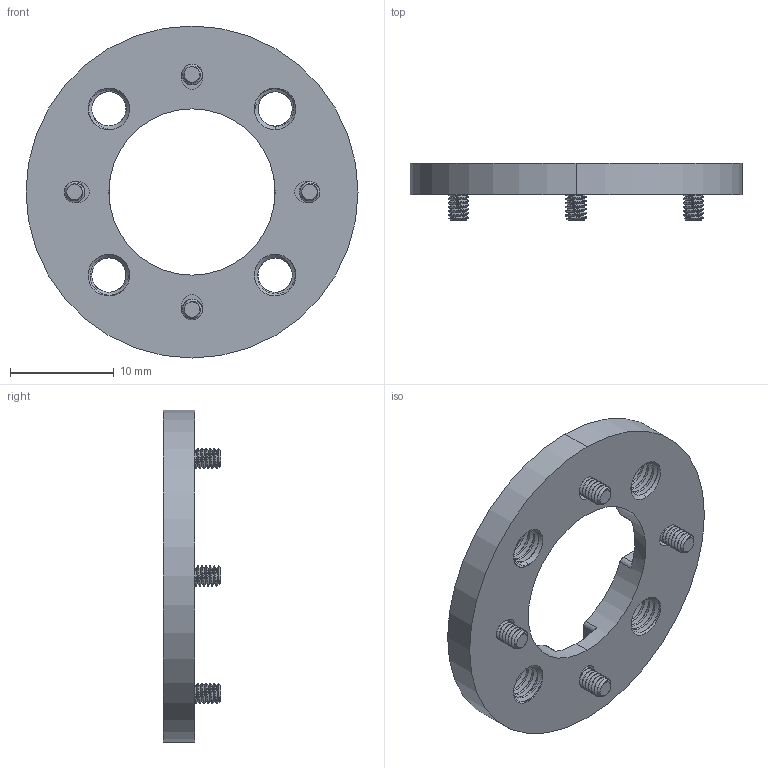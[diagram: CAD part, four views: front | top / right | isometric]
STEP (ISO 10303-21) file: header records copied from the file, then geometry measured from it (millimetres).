
FILE_DESCRIPTION (( 'STEP AP203' ), '1' );
FILE_NAME ('1700-0016-0008 assembly.STEP', '2018-02-02T16:51:08', ( '' ), ( '' ), 'SwSTEP 2.0', 'SolidWorks 2016', '' );
FILE_SCHEMA (( 'CONFIG_CONTROL_DESIGN' ));
Length unit declared in the file: millimetre
Products named in the file (3): 1700-0016-0008; 1700-0016-0008 assembly; M2 x 4mm zinc plated pan head phillips screw_92005A016
Assembly tree (5 placements, depth 2):
  1700-0016-0008 assembly
    1700-0016-0008
    M2 x 4mm zinc plated pan head phillips screw_92005A016  x4
Bounding box: 31.95 x 5.51 x 31.95 mm (x, y, z)
Volume: 1573.8 mm3; surface area: 2165.3 mm2
Topology: 5 solids, 5 shells, 509 faces, 1449 edges, 954 vertices
Faces by surface type: cylinder 311, plane 98, cone 56, bspline 20, torus 16, sphere 8
Entity records: 18766 total; most frequent: CARTESIAN_POINT 12765, ORIENTED_EDGE 1374, DIRECTION 1032, EDGE_CURVE 687, VERTEX_POINT 450, AXIS2_PLACEMENT_3D 395, EDGE_LOOP 261, ADVANCED_FACE 242
